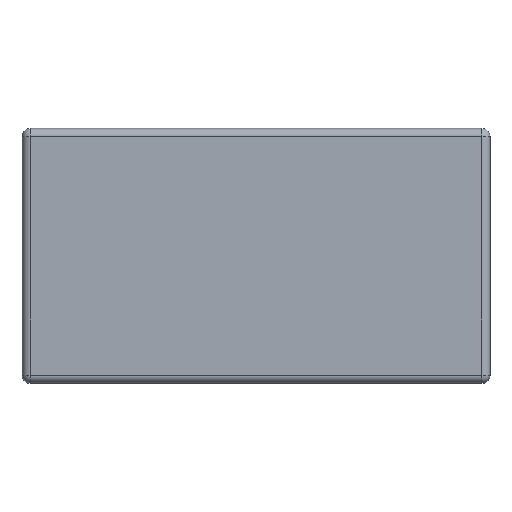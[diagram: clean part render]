
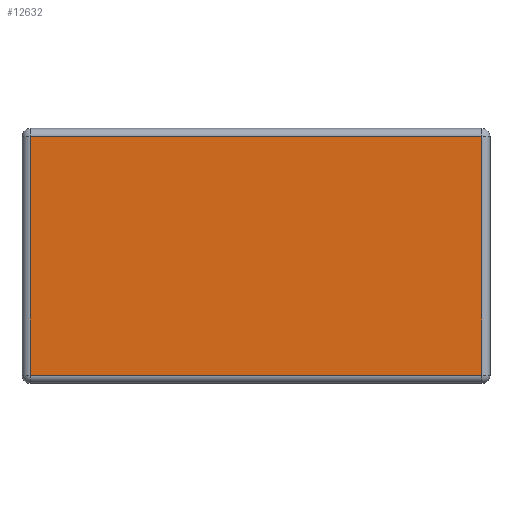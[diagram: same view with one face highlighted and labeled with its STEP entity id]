
A CAD part, top view. The second image highlights one B-rep face of the part: STEP entity #12632.
In plain terms, the highlighted planar face has unit normal (0, 0, 1).
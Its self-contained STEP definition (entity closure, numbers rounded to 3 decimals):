
#12481 = VERTEX_POINT('',#12482);
#12482 = CARTESIAN_POINT('',(80.5,-42.5,19.));
#12506 = EDGE_CURVE('',#12481,#12507,#12509,.T.);
#12507 = VERTEX_POINT('',#12508);
#12508 = CARTESIAN_POINT('',(80.5,42.5,19.));
#12509 = LINE('',#12510,#12511);
#12510 = CARTESIAN_POINT('',(80.5,-42.5,19.));
#12511 = VECTOR('',#12512,1.);
#12512 = DIRECTION('',(0.,1.,0.));
#12531 = VERTEX_POINT('',#12532);
#12532 = CARTESIAN_POINT('',(-80.5,-42.5,19.));
#12539 = EDGE_CURVE('',#12531,#12481,#12540,.T.);
#12540 = LINE('',#12541,#12542);
#12541 = CARTESIAN_POINT('',(-80.5,-42.5,19.));
#12542 = VECTOR('',#12543,1.);
#12543 = DIRECTION('',(1.,0.,0.));
#12556 = VERTEX_POINT('',#12557);
#12557 = CARTESIAN_POINT('',(-80.5,42.5,19.));
#12581 = EDGE_CURVE('',#12556,#12531,#12582,.T.);
#12582 = LINE('',#12583,#12584);
#12583 = CARTESIAN_POINT('',(-80.5,42.5,19.));
#12584 = VECTOR('',#12585,1.);
#12585 = DIRECTION('',(0.,-1.,0.));
#12621 = EDGE_CURVE('',#12507,#12556,#12622,.T.);
#12622 = LINE('',#12623,#12624);
#12623 = CARTESIAN_POINT('',(80.5,42.5,19.));
#12624 = VECTOR('',#12625,1.);
#12625 = DIRECTION('',(-1.,0.,0.));
#12632 = ADVANCED_FACE('',(#12633),#12639,.T.);
#12633 = FACE_BOUND('',#12634,.T.);
#12634 = EDGE_LOOP('',(#12635,#12636,#12637,#12638));
#12635 = ORIENTED_EDGE('',*,*,#12581,.T.);
#12636 = ORIENTED_EDGE('',*,*,#12539,.T.);
#12637 = ORIENTED_EDGE('',*,*,#12506,.T.);
#12638 = ORIENTED_EDGE('',*,*,#12621,.T.);
#12639 = PLANE('',#12640);
#12640 = AXIS2_PLACEMENT_3D('',#12641,#12642,#12643);
#12641 = CARTESIAN_POINT('',(0.,0.,19.));
#12642 = DIRECTION('',(0.,0.,1.));
#12643 = DIRECTION('',(1.,0.,0.));
